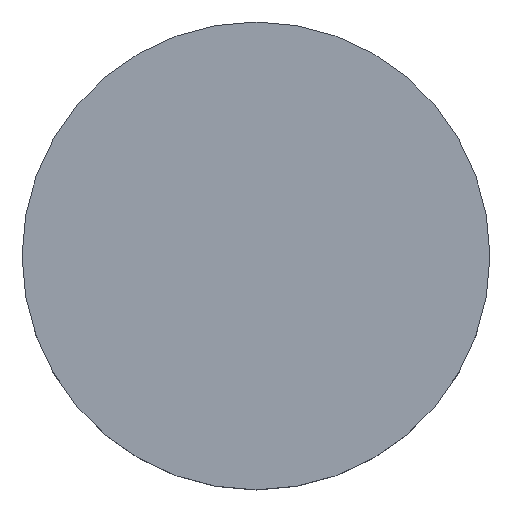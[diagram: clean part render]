
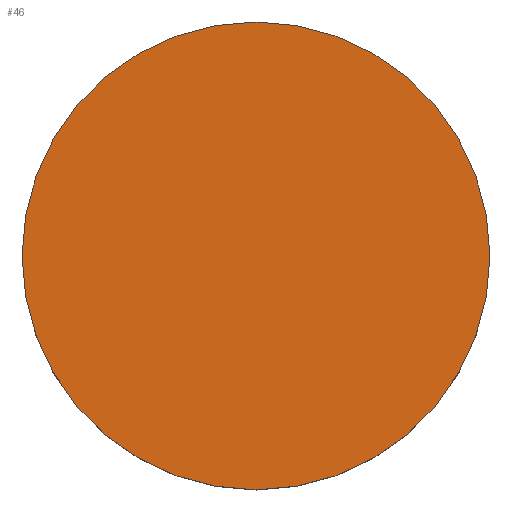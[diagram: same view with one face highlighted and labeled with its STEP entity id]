
A CAD part, top view. The second image highlights one B-rep face of the part: STEP entity #46.
In plain terms, the highlighted planar face has unit normal (0, 0, 1).
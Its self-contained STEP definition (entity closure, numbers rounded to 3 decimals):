
#32 = AXIS2_PLACEMENT_3D ( 'NONE', #43, #68, #64 ) ;
#42 = AXIS2_PLACEMENT_3D ( 'NONE', #157, #87, #129 ) ;
#43 = CARTESIAN_POINT ( 'NONE',  ( 0., 0., 3. ) ) ;
#45 = CARTESIAN_POINT ( 'NONE',  ( 12.7, 0., 3. ) ) ;
#46 = ADVANCED_FACE ( 'NONE', ( #127 ), #202, .T. ) ;
#61 = EDGE_LOOP ( 'NONE', ( #196, #118 ) ) ;
#64 = DIRECTION ( 'NONE',  ( 1., 0., 0. ) ) ;
#68 = DIRECTION ( 'NONE',  ( 0., 0., -1. ) ) ;
#76 = EDGE_CURVE ( 'NONE', #93, #232, #82, .T. ) ;
#80 = EDGE_CURVE ( 'NONE', #232, #93, #141, .T. ) ;
#81 = DIRECTION ( 'NONE',  ( 1., 0., 0. ) ) ;
#82 = CIRCLE ( 'NONE', #32, 12.7 ) ;
#87 = DIRECTION ( 'NONE',  ( 0., 0., -1. ) ) ;
#93 = VERTEX_POINT ( 'NONE', #45 ) ;
#118 = ORIENTED_EDGE ( 'NONE', *, *, #80, .F. ) ;
#119 = CARTESIAN_POINT ( 'NONE',  ( 0., 26.112, 3. ) ) ;
#127 = FACE_OUTER_BOUND ( 'NONE', #61, .T. ) ;
#129 = DIRECTION ( 'NONE',  ( 1., 0., 0. ) ) ;
#141 = CIRCLE ( 'NONE', #42, 12.7 ) ;
#157 = CARTESIAN_POINT ( 'NONE',  ( 0., 0., 3. ) ) ;
#159 = AXIS2_PLACEMENT_3D ( 'NONE', #119, #201, #81 ) ;
#196 = ORIENTED_EDGE ( 'NONE', *, *, #76, .F. ) ;
#201 = DIRECTION ( 'NONE',  ( 0., 0., 1. ) ) ;
#202 = PLANE ( 'NONE',  #159 ) ;
#229 = CARTESIAN_POINT ( 'NONE',  ( -12.7, 0., 3. ) ) ;
#232 = VERTEX_POINT ( 'NONE', #229 ) ;
